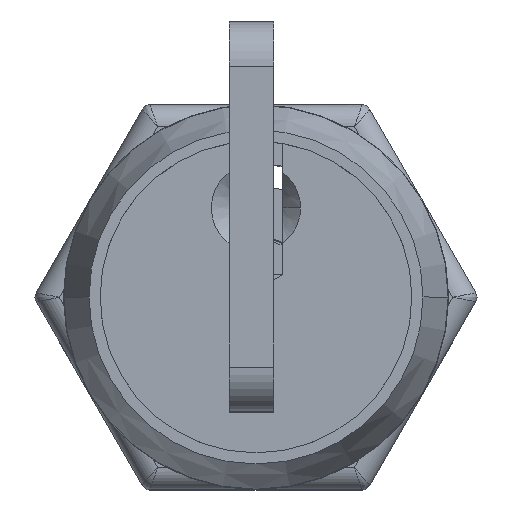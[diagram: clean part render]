
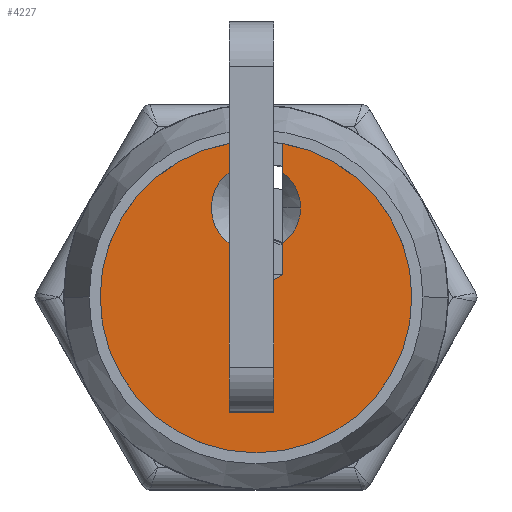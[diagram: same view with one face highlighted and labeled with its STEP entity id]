
A CAD part, top view. The second image highlights one B-rep face of the part: STEP entity #4227.
In plain terms, the highlighted planar face has unit normal (0, 0, 1).
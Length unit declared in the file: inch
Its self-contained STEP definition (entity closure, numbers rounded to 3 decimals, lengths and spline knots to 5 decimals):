
#459 = EDGE_CURVE ( 'NONE', #5073, #21945, #30748, .T. ) ;
#508 = VERTEX_POINT ( 'NONE', #3672 ) ;
#719 = DIRECTION ( 'NONE',  ( 0., 0., 1. ) ) ;
#780 = EDGE_CURVE ( 'NONE', #10905, #508, #7235, .T. ) ;
#1324 = DIRECTION ( 'NONE',  ( 1., 0., 0. ) ) ;
#1449 = CARTESIAN_POINT ( 'NONE',  ( 0., 0., 0. ) ) ;
#1685 = DIRECTION ( 'NONE',  ( 0., 0., 1. ) ) ;
#2983 = ORIENTED_EDGE ( 'NONE', *, *, #18488, .F. ) ;
#3672 = CARTESIAN_POINT ( 'NONE',  ( -0.06014, 0.2799, 0. ) ) ;
#4227 = ADVANCED_FACE ( 'NONE', ( #5116 ), #35784, .T. ) ;
#4326 = DIRECTION ( 'NONE',  ( 1., 0., 0. ) ) ;
#4560 = ORIENTED_EDGE ( 'NONE', *, *, #39412, .T. ) ;
#5073 = VERTEX_POINT ( 'NONE', #43389 ) ;
#5116 = FACE_OUTER_BOUND ( 'NONE', #12009, .T. ) ;
#6171 = VERTEX_POINT ( 'NONE', #27023 ) ;
#6345 = AXIS2_PLACEMENT_3D ( 'NONE', #29511, #11429, #1324 ) ;
#6484 = CIRCLE ( 'NONE', #20401, 0.35 ) ;
#7235 = LINE ( 'NONE', #20542, #32957 ) ;
#7330 = EDGE_CURVE ( 'NONE', #10905, #15505, #15841, .T. ) ;
#7383 = EDGE_CURVE ( 'NONE', #12125, #508, #26089, .T. ) ;
#7814 = AXIS2_PLACEMENT_3D ( 'NONE', #9622, #45036, #34090 ) ;
#9622 = CARTESIAN_POINT ( 'NONE',  ( 0., 0.2, 0. ) ) ;
#10040 = CARTESIAN_POINT ( 'NONE',  ( 0.06014, 0.3448, 0. ) ) ;
#10800 = CARTESIAN_POINT ( 'NONE',  ( -0.06014, 0.1201, 0. ) ) ;
#10801 = AXIS2_PLACEMENT_3D ( 'NONE', #1449, #1685, #25511 ) ;
#10847 = ORIENTED_EDGE ( 'NONE', *, *, #21753, .T. ) ;
#10905 = VERTEX_POINT ( 'NONE', #44929 ) ;
#11167 = AXIS2_PLACEMENT_3D ( 'NONE', #21740, #35674, #4326 ) ;
#11269 = LINE ( 'NONE', #29570, #21582 ) ;
#11429 = DIRECTION ( 'NONE',  ( 0., 0., -1. ) ) ;
#11612 = DIRECTION ( 'NONE',  ( 1., 0., 0. ) ) ;
#12009 = EDGE_LOOP ( 'NONE', ( #36135, #40178, #31496, #22110, #19977, #10847, #28520, #2983, #24255, #4560, #15566 ) ) ;
#12077 = DIRECTION ( 'NONE',  ( 1., 0., 0. ) ) ;
#12080 = AXIS2_PLACEMENT_3D ( 'NONE', #24903, #42943, #11612 ) ;
#12125 = VERTEX_POINT ( 'NONE', #10800 ) ;
#13773 = VECTOR ( 'NONE', #38726, 39.37008 ) ;
#14432 = DIRECTION ( 'NONE',  ( 0., 0., 1. ) ) ;
#14687 = DIRECTION ( 'NONE',  ( 1., 0., 0. ) ) ;
#15039 = LINE ( 'NONE', #25586, #36133 ) ;
#15064 = CARTESIAN_POINT ( 'NONE',  ( 0., 0., 0. ) ) ;
#15505 = VERTEX_POINT ( 'NONE', #15898 ) ;
#15566 = ORIENTED_EDGE ( 'NONE', *, *, #41338, .F. ) ;
#15734 = CIRCLE ( 'NONE', #12080, 0.35 ) ;
#15841 = CIRCLE ( 'NONE', #20224, 0.35 ) ;
#15898 = CARTESIAN_POINT ( 'NONE',  ( -0.35, 0., 0. ) ) ;
#16489 = CARTESIAN_POINT ( 'NONE',  ( 0.35, 0., 0. ) ) ;
#17330 = EDGE_CURVE ( 'NONE', #26822, #28292, #15734, .T. ) ;
#17518 = VERTEX_POINT ( 'NONE', #19608 ) ;
#18488 = EDGE_CURVE ( 'NONE', #17518, #28292, #15039, .T. ) ;
#19608 = CARTESIAN_POINT ( 'NONE',  ( 0.06014, 0.2799, 0. ) ) ;
#19977 = ORIENTED_EDGE ( 'NONE', *, *, #7330, .T. ) ;
#20224 = AXIS2_PLACEMENT_3D ( 'NONE', #15064, #35661, #42979 ) ;
#20401 = AXIS2_PLACEMENT_3D ( 'NONE', #24776, #719, #14687 ) ;
#20542 = CARTESIAN_POINT ( 'NONE',  ( -0.06014, 0.05, 0. ) ) ;
#20831 = EDGE_CURVE ( 'NONE', #12125, #5073, #11269, .T. ) ;
#21582 = VECTOR ( 'NONE', #22243, 39.37008 ) ;
#21740 = CARTESIAN_POINT ( 'NONE',  ( 0., 0.2, 0. ) ) ;
#21753 = EDGE_CURVE ( 'NONE', #15505, #26822, #6484, .T. ) ;
#21794 = CARTESIAN_POINT ( 'NONE',  ( 0.06014, 0.05, 0. ) ) ;
#21945 = VERTEX_POINT ( 'NONE', #21794 ) ;
#22110 = ORIENTED_EDGE ( 'NONE', *, *, #780, .F. ) ;
#22238 = EDGE_CURVE ( 'NONE', #17518, #37469, #34003, .T. ) ;
#22243 = DIRECTION ( 'NONE',  ( 0., -1., 0. ) ) ;
#22377 = DIRECTION ( 'NONE',  ( 0., 1., 0. ) ) ;
#23208 = CIRCLE ( 'NONE', #7814, 0.1 ) ;
#24255 = ORIENTED_EDGE ( 'NONE', *, *, #22238, .T. ) ;
#24776 = CARTESIAN_POINT ( 'NONE',  ( 0., 0., 0. ) ) ;
#24870 = DIRECTION ( 'NONE',  ( 0., -1., 0. ) ) ;
#24889 = AXIS2_PLACEMENT_3D ( 'NONE', #28642, #14432, #12077 ) ;
#24903 = CARTESIAN_POINT ( 'NONE',  ( 0., 0., 0. ) ) ;
#25019 = CARTESIAN_POINT ( 'NONE',  ( 0.06014, 0.05, 0. ) ) ;
#25511 = DIRECTION ( 'NONE',  ( 1., 0., 0. ) ) ;
#25586 = CARTESIAN_POINT ( 'NONE',  ( 0.06014, 0.05, 0. ) ) ;
#26089 = CIRCLE ( 'NONE', #6345, 0.1 ) ;
#26822 = VERTEX_POINT ( 'NONE', #16489 ) ;
#27023 = CARTESIAN_POINT ( 'NONE',  ( 0.06014, 0.1201, 0. ) ) ;
#28292 = VERTEX_POINT ( 'NONE', #10040 ) ;
#28520 = ORIENTED_EDGE ( 'NONE', *, *, #17330, .T. ) ;
#28642 = CARTESIAN_POINT ( 'NONE',  ( 0., 0.13025, 0. ) ) ;
#29511 = CARTESIAN_POINT ( 'NONE',  ( 0., 0.2, 0. ) ) ;
#29570 = CARTESIAN_POINT ( 'NONE',  ( -0.06014, 0.05, 0. ) ) ;
#30748 = CIRCLE ( 'NONE', #24889, 0.10028 ) ;
#31496 = ORIENTED_EDGE ( 'NONE', *, *, #7383, .T. ) ;
#32957 = VECTOR ( 'NONE', #24870, 39.37008 ) ;
#34003 = CIRCLE ( 'NONE', #11167, 0.1 ) ;
#34090 = DIRECTION ( 'NONE',  ( 1., 0., 0. ) ) ;
#35661 = DIRECTION ( 'NONE',  ( 0., 0., 1. ) ) ;
#35674 = DIRECTION ( 'NONE',  ( 0., 0., -1. ) ) ;
#35784 = PLANE ( 'NONE',  #10801 ) ;
#36133 = VECTOR ( 'NONE', #22377, 39.37008 ) ;
#36135 = ORIENTED_EDGE ( 'NONE', *, *, #459, .F. ) ;
#37469 = VERTEX_POINT ( 'NONE', #44027 ) ;
#38726 = DIRECTION ( 'NONE',  ( 0., 1., 0. ) ) ;
#39412 = EDGE_CURVE ( 'NONE', #37469, #6171, #23208, .T. ) ;
#40178 = ORIENTED_EDGE ( 'NONE', *, *, #20831, .F. ) ;
#41338 = EDGE_CURVE ( 'NONE', #21945, #6171, #42387, .T. ) ;
#42387 = LINE ( 'NONE', #25019, #13773 ) ;
#42943 = DIRECTION ( 'NONE',  ( 0., 0., 1. ) ) ;
#42979 = DIRECTION ( 'NONE',  ( 1., 0., 0. ) ) ;
#43389 = CARTESIAN_POINT ( 'NONE',  ( -0.06014, 0.05, 0. ) ) ;
#44027 = CARTESIAN_POINT ( 'NONE',  ( 0.1, 0.2, 0. ) ) ;
#44929 = CARTESIAN_POINT ( 'NONE',  ( -0.06014, 0.3448, 0. ) ) ;
#45036 = DIRECTION ( 'NONE',  ( 0., 0., -1. ) ) ;
